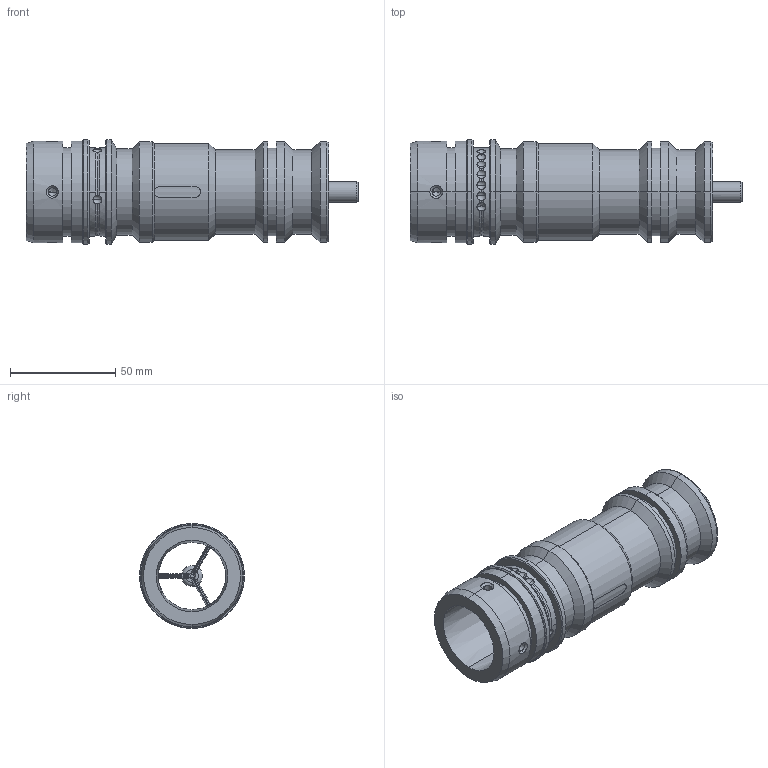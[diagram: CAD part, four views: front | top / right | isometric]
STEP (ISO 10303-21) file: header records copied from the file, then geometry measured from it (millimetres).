
FILE_DESCRIPTION (( 'STEP AP214' ), '1' );
FILE_NAME ('20209035~01.STEP', '2018-10-08T11:25:49', ( '' ), ( '' ), 'SwSTEP 2.0', 'SolidWorks 2017', '' );
FILE_SCHEMA (( 'AUTOMOTIVE_DESIGN' ));
Length unit declared in the file: millimetre
Products named in the file (1): 20209035~01
Bounding box: 158 x 49.95 x 49.95 mm (x, y, z)
Volume: 111322 mm3; surface area: 49585.5 mm2
Topology: 3 solids, 3 shells, 201 faces, 530 edges, 325 vertices
Faces by surface type: cylinder 55, cone 43, torus 33, plane 29, sphere 21, bspline 20
Entity records: 7785 total; most frequent: CARTESIAN_POINT 3027, ORIENTED_EDGE 1024, DIRECTION 930, EDGE_CURVE 512, AXIS2_PLACEMENT_3D 399, VERTEX_POINT 321, CIRCLE 219, EDGE_LOOP 211
